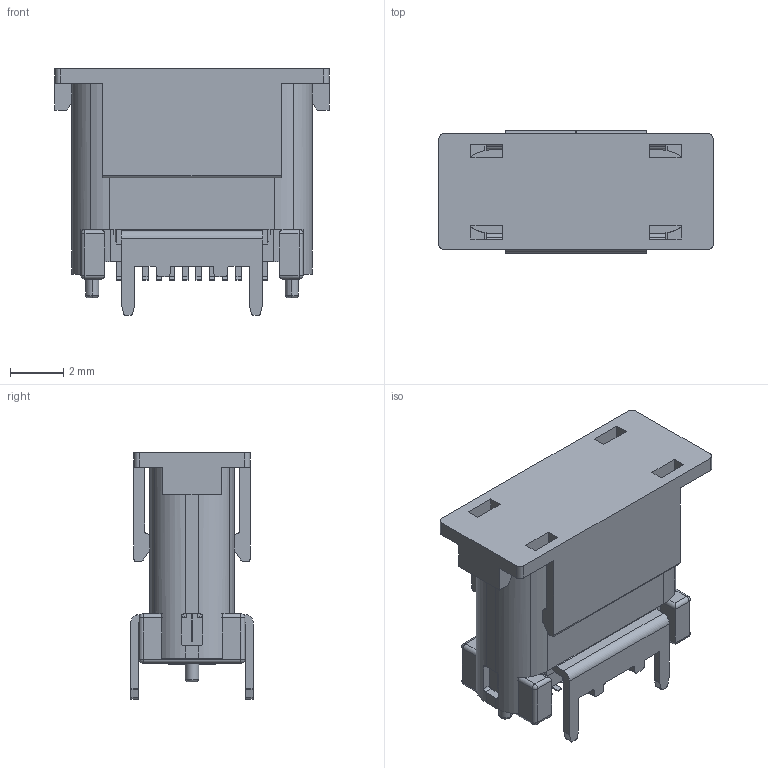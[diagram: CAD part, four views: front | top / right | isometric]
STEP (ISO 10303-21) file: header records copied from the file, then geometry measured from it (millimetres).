
FILE_DESCRIPTION(('STEP AP203'),'1');
FILE_NAME('632722110112.stp','2020-08-18T15:27:39',('TraceParts'),('TraceParts S.A.'),'Spatial InterOp 3D',' ',' ');
FILE_SCHEMA(('CONFIG_CONTROL_DESIGN'));
Length unit declared in the file: millimetre
Products named in the file (1): 1
Bounding box: 10.3 x 4.6 x 9.27 mm (x, y, z)
Volume: 173.4 mm3; surface area: 1282.5 mm2
Topology: 31 solids, 31 shells, 1661 faces, 4666 edges, 2960 vertices
Faces by surface type: plane 1159, cylinder 394, bspline 96, sphere 8, torus 4
Entity records: 53612 total; most frequent: CARTESIAN_POINT 10666, ORIENTED_EDGE 9316, DIRECTION 8414, EDGE_CURVE 4658, LINE 3638, VECTOR 3638, VERTEX_POINT 2960, AXIS2_PLACEMENT_3D 2388
